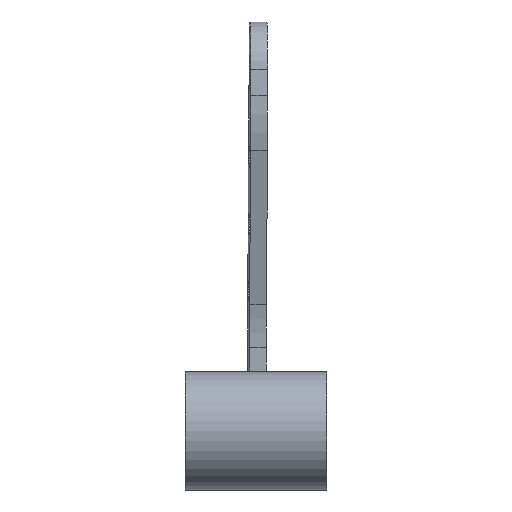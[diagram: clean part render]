
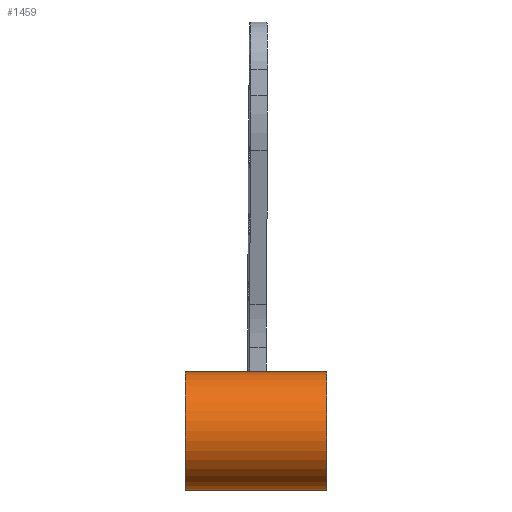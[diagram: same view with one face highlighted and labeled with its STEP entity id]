
A CAD part, top view. The second image highlights one B-rep face of the part: STEP entity #1459.
In plain terms, the highlighted cylindrical face has radius 17.5 mm (diameter 35 mm), a full revolution.
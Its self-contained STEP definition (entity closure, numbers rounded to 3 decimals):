
#47=CYLINDRICAL_SURFACE('',#1585,17.5);
#102=B_SPLINE_CURVE_WITH_KNOTS('',3,(#2269,#2270,#2271,#2272,#2273,#2274,
#2275,#2276,#2277,#2278,#2279,#2280,#2281,#2282),.UNSPECIFIED.,.F.,.F.,
(4,2,2,2,2,2,4),(0.,0.238,0.475,0.951,
1.42,1.655,1.889),.UNSPECIFIED.);
#103=B_SPLINE_CURVE_WITH_KNOTS('',3,(#2284,#2285,#2286,#2287,#2288,#2289,
#2290,#2291,#2292,#2293,#2294,#2295,#2296,#2297),.UNSPECIFIED.,.F.,.F.,
(4,2,2,2,2,2,4),(5.668,5.903,6.137,6.607,
7.082,7.32,7.557),.UNSPECIFIED.);
#104=B_SPLINE_CURVE_WITH_KNOTS('',3,(#2301,#2302,#2303,#2304,#2305,#2306,
#2307,#2308,#2309,#2310,#2311,#2312,#2313,#2314,#2315,#2316,#2317,#2318,
#2319,#2320,#2321,#2322,#2323,#2324,#2325,#2326),.UNSPECIFIED.,.F.,.F.,
(4,2,2,2,2,2,2,2,2,2,2,2,4),(1.889,2.124,2.359,
2.828,3.303,3.541,3.779,4.016,
4.254,4.729,5.199,5.433,5.668),
 .UNSPECIFIED.);
#207=CIRCLE('',#1586,17.5);
#208=CIRCLE('',#1587,17.5);
#252=FACE_OUTER_BOUND('',#342,.T.);
#342=EDGE_LOOP('',(#1153,#1154,#1155,#1156,#1157,#1158,#1159,#1160,#1161));
#455=LINE('',#2331,#556);
#456=LINE('',#2333,#557);
#556=VECTOR('',#1839,17.5);
#557=VECTOR('',#1840,17.5);
#656=VERTEX_POINT('',#2267);
#657=VERTEX_POINT('',#2268);
#658=VERTEX_POINT('',#2283);
#660=VERTEX_POINT('',#2329);
#661=VERTEX_POINT('',#2332);
#834=EDGE_CURVE('',#656,#657,#102,.T.);
#835=EDGE_CURVE('',#658,#656,#103,.T.);
#838=EDGE_CURVE('',#657,#658,#104,.T.);
#839=EDGE_CURVE('',#660,#660,#207,.T.);
#840=EDGE_CURVE('',#660,#657,#455,.T.);
#841=EDGE_CURVE('',#658,#661,#456,.T.);
#842=EDGE_CURVE('',#661,#661,#208,.T.);
#1153=ORIENTED_EDGE('',*,*,#839,.F.);
#1154=ORIENTED_EDGE('',*,*,#840,.T.);
#1155=ORIENTED_EDGE('',*,*,#838,.T.);
#1156=ORIENTED_EDGE('',*,*,#841,.T.);
#1157=ORIENTED_EDGE('',*,*,#842,.F.);
#1158=ORIENTED_EDGE('',*,*,#841,.F.);
#1159=ORIENTED_EDGE('',*,*,#835,.T.);
#1160=ORIENTED_EDGE('',*,*,#834,.T.);
#1161=ORIENTED_EDGE('',*,*,#840,.F.);
#1459=ADVANCED_FACE('',(#252),#47,.T.);
#1585=AXIS2_PLACEMENT_3D('',#2328,#1835,#1836);
#1586=AXIS2_PLACEMENT_3D('',#2330,#1837,#1838);
#1587=AXIS2_PLACEMENT_3D('',#2334,#1841,#1842);
#1835=DIRECTION('center_axis',(-1.,0.,0.));
#1836=DIRECTION('ref_axis',(0.,0.,1.));
#1837=DIRECTION('center_axis',(-1.,0.,0.));
#1838=DIRECTION('ref_axis',(0.,-0.581,0.814));
#1839=DIRECTION('',(1.,0.,0.));
#1840=DIRECTION('',(1.,0.,0.));
#1841=DIRECTION('center_axis',(1.,0.,0.));
#1842=DIRECTION('ref_axis',(0.,0.581,0.814));
#2267=CARTESIAN_POINT('',(21.,12.,-12.738));
#2268=CARTESIAN_POINT('',(9.,0.,-17.5));
#2269=CARTESIAN_POINT('Ctrl Pts',(21.,12.,-12.738));
#2270=CARTESIAN_POINT('Ctrl Pts',(20.208,12.,-12.738));
#2271=CARTESIAN_POINT('Ctrl Pts',(19.405,11.921,-12.814));
#2272=CARTESIAN_POINT('Ctrl Pts',(17.832,11.602,-13.103));
#2273=CARTESIAN_POINT('Ctrl Pts',(17.063,11.363,-13.315));
#2274=CARTESIAN_POINT('Ctrl Pts',(14.869,10.437,-14.07));
#2275=CARTESIAN_POINT('Ctrl Pts',(13.558,9.528,-14.727));
#2276=CARTESIAN_POINT('Ctrl Pts',(11.485,7.455,-15.876));
#2277=CARTESIAN_POINT('Ctrl Pts',(10.568,6.142,-16.458));
#2278=CARTESIAN_POINT('Ctrl Pts',(9.635,3.934,-17.069));
#2279=CARTESIAN_POINT('Ctrl Pts',(9.395,3.158,-17.231));
#2280=CARTESIAN_POINT('Ctrl Pts',(9.078,1.583,-17.446));
#2281=CARTESIAN_POINT('Ctrl Pts',(9.,0.782,-17.5));
#2282=CARTESIAN_POINT('Ctrl Pts',(9.,0.,-17.5));
#2283=CARTESIAN_POINT('',(33.,0.,-17.5));
#2284=CARTESIAN_POINT('Ctrl Pts',(33.,0.,-17.5));
#2285=CARTESIAN_POINT('Ctrl Pts',(33.,0.782,-17.5));
#2286=CARTESIAN_POINT('Ctrl Pts',(32.922,1.583,-17.446));
#2287=CARTESIAN_POINT('Ctrl Pts',(32.605,3.158,-17.231));
#2288=CARTESIAN_POINT('Ctrl Pts',(32.365,3.934,-17.069));
#2289=CARTESIAN_POINT('Ctrl Pts',(31.432,6.142,-16.458));
#2290=CARTESIAN_POINT('Ctrl Pts',(30.515,7.455,-15.876));
#2291=CARTESIAN_POINT('Ctrl Pts',(28.442,9.528,-14.727));
#2292=CARTESIAN_POINT('Ctrl Pts',(27.131,10.437,-14.07));
#2293=CARTESIAN_POINT('Ctrl Pts',(24.937,11.363,-13.315));
#2294=CARTESIAN_POINT('Ctrl Pts',(24.168,11.602,-13.103));
#2295=CARTESIAN_POINT('Ctrl Pts',(22.595,11.921,-12.814));
#2296=CARTESIAN_POINT('Ctrl Pts',(21.792,12.,-12.738));
#2297=CARTESIAN_POINT('Ctrl Pts',(21.,12.,-12.738));
#2301=CARTESIAN_POINT('Ctrl Pts',(9.,0.,-17.5));
#2302=CARTESIAN_POINT('Ctrl Pts',(9.,-0.782,-17.5));
#2303=CARTESIAN_POINT('Ctrl Pts',(9.078,-1.583,-17.446));
#2304=CARTESIAN_POINT('Ctrl Pts',(9.395,-3.158,-17.231));
#2305=CARTESIAN_POINT('Ctrl Pts',(9.635,-3.934,-17.069));
#2306=CARTESIAN_POINT('Ctrl Pts',(10.568,-6.142,-16.458));
#2307=CARTESIAN_POINT('Ctrl Pts',(11.485,-7.455,-15.876));
#2308=CARTESIAN_POINT('Ctrl Pts',(13.558,-9.528,-14.727));
#2309=CARTESIAN_POINT('Ctrl Pts',(14.869,-10.437,-14.07));
#2310=CARTESIAN_POINT('Ctrl Pts',(17.063,-11.363,-13.315));
#2311=CARTESIAN_POINT('Ctrl Pts',(17.832,-11.602,-13.103));
#2312=CARTESIAN_POINT('Ctrl Pts',(19.405,-11.921,-12.814));
#2313=CARTESIAN_POINT('Ctrl Pts',(20.208,-12.,-12.738));
#2314=CARTESIAN_POINT('Ctrl Pts',(21.792,-12.,-12.738));
#2315=CARTESIAN_POINT('Ctrl Pts',(22.595,-11.921,-12.814));
#2316=CARTESIAN_POINT('Ctrl Pts',(24.168,-11.602,-13.103));
#2317=CARTESIAN_POINT('Ctrl Pts',(24.937,-11.363,-13.315));
#2318=CARTESIAN_POINT('Ctrl Pts',(27.131,-10.437,-14.07));
#2319=CARTESIAN_POINT('Ctrl Pts',(28.442,-9.528,-14.727));
#2320=CARTESIAN_POINT('Ctrl Pts',(30.515,-7.455,-15.876));
#2321=CARTESIAN_POINT('Ctrl Pts',(31.432,-6.142,-16.458));
#2322=CARTESIAN_POINT('Ctrl Pts',(32.365,-3.934,-17.069));
#2323=CARTESIAN_POINT('Ctrl Pts',(32.605,-3.158,-17.231));
#2324=CARTESIAN_POINT('Ctrl Pts',(32.922,-1.583,-17.446));
#2325=CARTESIAN_POINT('Ctrl Pts',(33.,-0.782,-17.5));
#2326=CARTESIAN_POINT('Ctrl Pts',(33.,0.,-17.5));
#2328=CARTESIAN_POINT('Origin',(21.,0.,0.));
#2329=CARTESIAN_POINT('',(0.,0.,-17.5));
#2330=CARTESIAN_POINT('Origin',(0.,0.,0.));
#2331=CARTESIAN_POINT('',(21.,0.,-17.5));
#2332=CARTESIAN_POINT('',(42.,0.,-17.5));
#2333=CARTESIAN_POINT('',(21.,0.,-17.5));
#2334=CARTESIAN_POINT('Origin',(42.,0.,0.));
